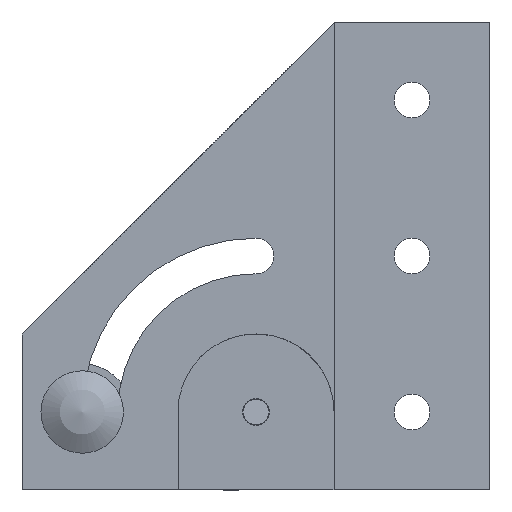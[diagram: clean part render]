
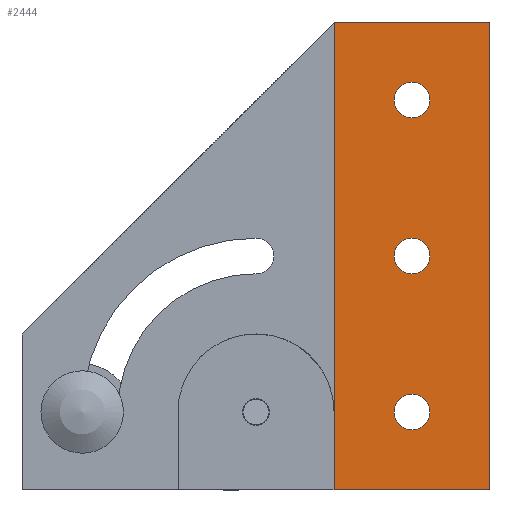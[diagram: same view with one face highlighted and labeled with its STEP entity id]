
A CAD part, left-side view. The second image highlights one B-rep face of the part: STEP entity #2444.
In plain terms, the highlighted free-form (B-spline) face has degree [1, 1] with [2, 2] control points.
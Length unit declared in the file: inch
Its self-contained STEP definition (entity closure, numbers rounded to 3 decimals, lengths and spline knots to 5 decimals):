
#1446=CARTESIAN_POINT('',(2.28,-1.5,3.579));
#1447=VERTEX_POINT('',#1446);
#1456=CARTESIAN_POINT('',(2.28,-1.5,3.921));
#1457=VERTEX_POINT('',#1456);
#1458=CARTESIAN_POINT('',(2.28,-1.5,3.75));
#1459=DIRECTION('',(-1.0,0.0,0.0));
#1460=DIRECTION('',(0.0,0.0,-1.0));
#1461=AXIS2_PLACEMENT_3D('',#1458,#1459,#1460);
#1462=CIRCLE('',#1461,0.171);
#1463=EDGE_CURVE('',#1447,#1457,#1462,.T.);
#1509=CARTESIAN_POINT('',(2.28,-1.5,2.079));
#1510=VERTEX_POINT('',#1509);
#1519=CARTESIAN_POINT('',(2.28,-1.5,2.421));
#1520=VERTEX_POINT('',#1519);
#1521=CARTESIAN_POINT('',(2.28,-1.5,2.25));
#1522=DIRECTION('',(-1.0,0.0,0.0));
#1523=DIRECTION('',(0.0,0.0,-1.0));
#1524=AXIS2_PLACEMENT_3D('',#1521,#1522,#1523);
#1525=CIRCLE('',#1524,0.171);
#1526=EDGE_CURVE('',#1510,#1520,#1525,.T.);
#1572=CARTESIAN_POINT('',(2.28,-1.5,0.579));
#1573=VERTEX_POINT('',#1572);
#1582=CARTESIAN_POINT('',(2.28,-1.5,0.921));
#1583=VERTEX_POINT('',#1582);
#1584=CARTESIAN_POINT('',(2.28,-1.5,0.75));
#1585=DIRECTION('',(-1.0,0.0,0.0));
#1586=DIRECTION('',(0.0,0.0,-1.0));
#1587=AXIS2_PLACEMENT_3D('',#1584,#1585,#1586);
#1588=CIRCLE('',#1587,0.171);
#1589=EDGE_CURVE('',#1573,#1583,#1588,.T.);
#2184=CARTESIAN_POINT('',(2.28,-1.5,0.75));
#2185=DIRECTION('',(-1.0,0.0,0.0));
#2186=DIRECTION('',(0.0,0.0,-1.0));
#2187=AXIS2_PLACEMENT_3D('',#2184,#2185,#2186);
#2188=CIRCLE('',#2187,0.171);
#2189=EDGE_CURVE('',#1583,#1573,#2188,.T.);
#2229=CARTESIAN_POINT('',(2.28,-1.5,2.25));
#2230=DIRECTION('',(-1.0,0.0,0.0));
#2231=DIRECTION('',(0.0,0.0,-1.0));
#2232=AXIS2_PLACEMENT_3D('',#2229,#2230,#2231);
#2233=CIRCLE('',#2232,0.171);
#2234=EDGE_CURVE('',#1520,#1510,#2233,.T.);
#2274=CARTESIAN_POINT('',(2.28,-1.5,3.75));
#2275=DIRECTION('',(-1.0,0.0,0.0));
#2276=DIRECTION('',(0.0,0.0,-1.0));
#2277=AXIS2_PLACEMENT_3D('',#2274,#2275,#2276);
#2278=CIRCLE('',#2277,0.171);
#2279=EDGE_CURVE('',#1457,#1447,#2278,.T.);
#2393=CARTESIAN_POINT('',(2.28,-0.75,4.5));
#2394=CARTESIAN_POINT('',(2.28,-0.75,0.));
#2395=CARTESIAN_POINT('',(2.28,-2.25,4.5));
#2396=CARTESIAN_POINT('',(2.28,-2.25,0.));
#2397=B_SPLINE_SURFACE_WITH_KNOTS('',1,1,((#2393,#2395),(#2394,#2396)),.UNSPECIFIED.,.F.,.F.,.U.,(2,2),(2,2),(0.0,4.5),(0.0,1.5),.UNSPECIFIED.);
#2398=CARTESIAN_POINT('',(2.28,-2.25,0.0));
#2399=VERTEX_POINT('',#2398);
#2400=CARTESIAN_POINT('',(2.28,-0.75,0.0));
#2401=VERTEX_POINT('',#2400);
#2402=CARTESIAN_POINT('',(2.28,-2.25,0.0));
#2403=DIRECTION('',(0.0,1.0,0.0));
#2404=VECTOR('',#2403,1.5);
#2405=LINE('',#2402,#2404);
#2406=EDGE_CURVE('',#2399,#2401,#2405,.T.);
#2407=ORIENTED_EDGE('',*,*,#2406,.F.);
#2408=CARTESIAN_POINT('',(2.28,-2.25,4.5));
#2409=VERTEX_POINT('',#2408);
#2410=CARTESIAN_POINT('',(2.28,-2.25,4.5));
#2411=DIRECTION('',(0.0,0.0,-1.0));
#2412=VECTOR('',#2411,4.5);
#2413=LINE('',#2410,#2412);
#2414=EDGE_CURVE('',#2409,#2399,#2413,.T.);
#2415=ORIENTED_EDGE('',*,*,#2414,.F.);
#2416=CARTESIAN_POINT('',(2.28,-0.75,4.5));
#2417=VERTEX_POINT('',#2416);
#2418=CARTESIAN_POINT('',(2.28,-0.75,4.5));
#2419=DIRECTION('',(0.0,-1.0,0.0));
#2420=VECTOR('',#2419,1.5);
#2421=LINE('',#2418,#2420);
#2422=EDGE_CURVE('',#2417,#2409,#2421,.T.);
#2423=ORIENTED_EDGE('',*,*,#2422,.F.);
#2424=CARTESIAN_POINT('',(2.28,-0.75,4.5));
#2425=DIRECTION('',(0.0,0.0,-1.0));
#2426=VECTOR('',#2425,4.5);
#2427=LINE('',#2424,#2426);
#2428=EDGE_CURVE('',#2417,#2401,#2427,.T.);
#2429=ORIENTED_EDGE('',*,*,#2428,.T.);
#2430=EDGE_LOOP('',(#2407,#2415,#2423,#2429));
#2431=FACE_OUTER_BOUND('',#2430,.T.);
#2432=ORIENTED_EDGE('',*,*,#1589,.F.);
#2433=ORIENTED_EDGE('',*,*,#2189,.F.);
#2434=EDGE_LOOP('',(#2432,#2433));
#2435=FACE_BOUND('',#2434,.T.);
#2436=ORIENTED_EDGE('',*,*,#1526,.F.);
#2437=ORIENTED_EDGE('',*,*,#2234,.F.);
#2438=EDGE_LOOP('',(#2436,#2437));
#2439=FACE_BOUND('',#2438,.T.);
#2440=ORIENTED_EDGE('',*,*,#1463,.F.);
#2441=ORIENTED_EDGE('',*,*,#2279,.F.);
#2442=EDGE_LOOP('',(#2440,#2441));
#2443=FACE_BOUND('',#2442,.T.);
#2444=ADVANCED_FACE('',(#2431,#2435,#2439,#2443),#2397,.T.);
